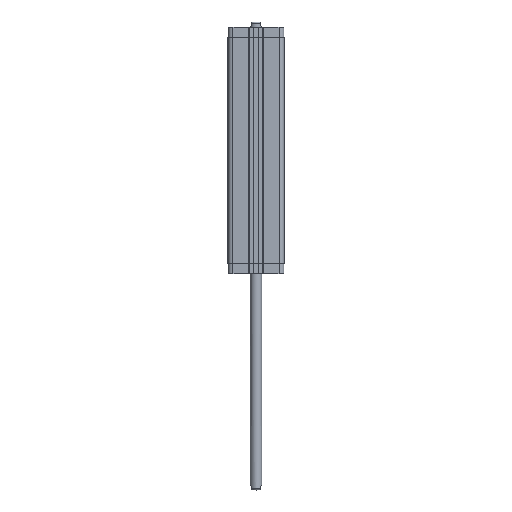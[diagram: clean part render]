
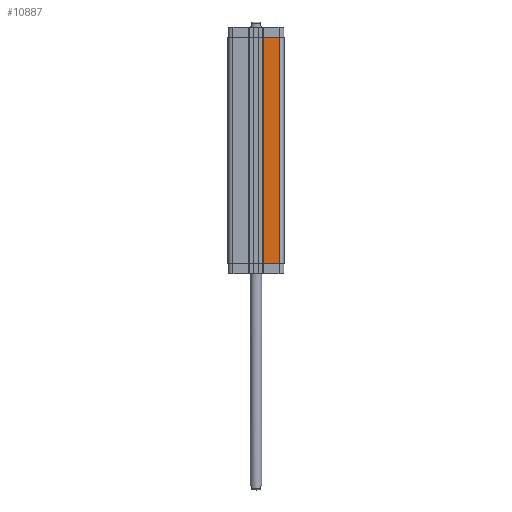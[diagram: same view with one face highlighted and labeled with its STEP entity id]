
A CAD part, top view. The second image highlights one B-rep face of the part: STEP entity #10887.
In plain terms, the highlighted planar face has unit normal (0, 0, 1).
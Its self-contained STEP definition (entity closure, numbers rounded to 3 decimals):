
#7724=CARTESIAN_POINT('',(10.25,160.75,40.));
#7725=VERTEX_POINT('',#7724);
#7733=CARTESIAN_POINT('',(33.,160.75,40.));
#7734=VERTEX_POINT('',#7733);
#7735=CARTESIAN_POINT('',(33.,160.75,40.));
#7736=DIRECTION('',(-1.0,0.0,0.0));
#7737=VECTOR('',#7736,22.75);
#7738=LINE('',#7735,#7737);
#7739=EDGE_CURVE('',#7734,#7725,#7738,.T.);
#10077=CARTESIAN_POINT('',(33.,-160.75,40.));
#10078=VERTEX_POINT('',#10077);
#10086=CARTESIAN_POINT('',(10.25,-160.75,40.));
#10087=VERTEX_POINT('',#10086);
#10088=CARTESIAN_POINT('',(10.25,-160.75,40.));
#10089=DIRECTION('',(1.0,0.0,0.0));
#10090=VECTOR('',#10089,22.75);
#10091=LINE('',#10088,#10090);
#10092=EDGE_CURVE('',#10087,#10078,#10091,.T.);
#10860=CARTESIAN_POINT('',(33.,-160.75,40.));
#10861=DIRECTION('',(0.0,1.0,0.0));
#10862=VECTOR('',#10861,321.5);
#10863=LINE('',#10860,#10862);
#10864=EDGE_CURVE('',#10078,#7734,#10863,.T.);
#10871=CARTESIAN_POINT('',(33.,0.0,40.));
#10872=DIRECTION('',(0.0,0.0,1.0));
#10873=DIRECTION('',(1.0,0.0,0.0));
#10874=AXIS2_PLACEMENT_3D('',#10871,#10872,#10873);
#10875=PLANE('',#10874);
#10876=ORIENTED_EDGE('',*,*,#7739,.T.);
#10877=CARTESIAN_POINT('',(10.25,-160.75,40.));
#10878=DIRECTION('',(0.0,1.0,0.0));
#10879=VECTOR('',#10878,321.5);
#10880=LINE('',#10877,#10879);
#10881=EDGE_CURVE('',#10087,#7725,#10880,.T.);
#10882=ORIENTED_EDGE('',*,*,#10881,.F.);
#10883=ORIENTED_EDGE('',*,*,#10092,.T.);
#10884=ORIENTED_EDGE('',*,*,#10864,.T.);
#10885=EDGE_LOOP('',(#10876,#10882,#10883,#10884));
#10886=FACE_OUTER_BOUND('',#10885,.T.);
#10887=ADVANCED_FACE('',(#10886),#10875,.T.);
